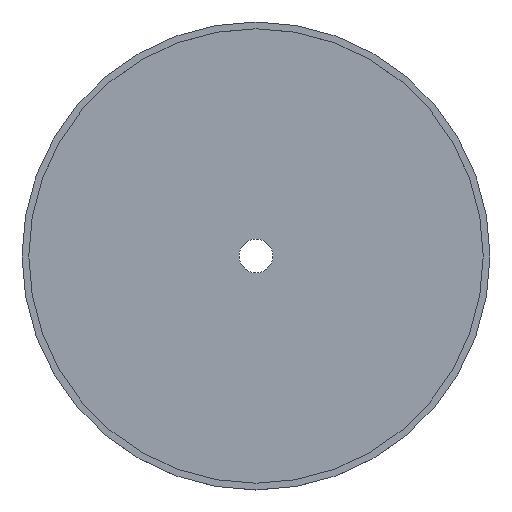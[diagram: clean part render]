
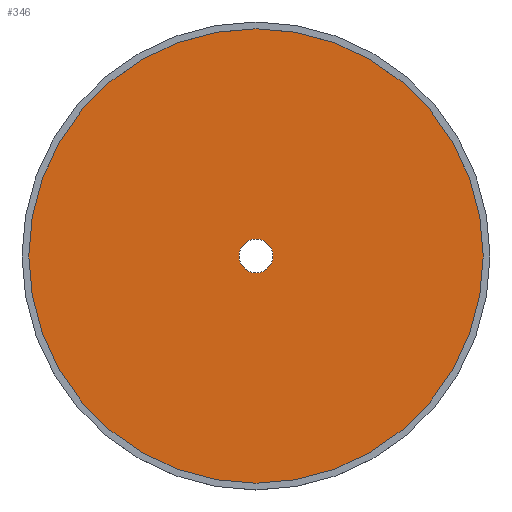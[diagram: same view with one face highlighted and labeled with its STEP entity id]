
A CAD part, top view. The second image highlights one B-rep face of the part: STEP entity #346.
In plain terms, the highlighted planar face has unit normal (0, 0, 1).
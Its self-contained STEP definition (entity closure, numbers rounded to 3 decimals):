
#2 = DIRECTION ( 'NONE',  ( 1., 0., 0. ) ) ;
#28 = FACE_OUTER_BOUND ( 'NONE', #33, .T. ) ;
#33 = EDGE_LOOP ( 'NONE', ( #276, #350 ) ) ;
#37 = EDGE_CURVE ( 'NONE', #368, #238, #44, .T. ) ;
#44 = CIRCLE ( 'NONE', #145, 2.5 ) ;
#68 = CARTESIAN_POINT ( 'NONE',  ( -2.5, 0., 1. ) ) ;
#85 = CARTESIAN_POINT ( 'NONE',  ( -33.5, 0., 1. ) ) ;
#89 = FACE_BOUND ( 'NONE', #186, .T. ) ;
#111 = VERTEX_POINT ( 'NONE', #286 ) ;
#123 = ORIENTED_EDGE ( 'NONE', *, *, #361, .F. ) ;
#124 = EDGE_CURVE ( 'NONE', #111, #167, #300, .T. ) ;
#145 = AXIS2_PLACEMENT_3D ( 'NONE', #199, #223, #334 ) ;
#167 = VERTEX_POINT ( 'NONE', #85 ) ;
#174 = DIRECTION ( 'NONE',  ( 0., 0., 1. ) ) ;
#182 = CIRCLE ( 'NONE', #240, 33.5 ) ;
#186 = EDGE_LOOP ( 'NONE', ( #123, #243 ) ) ;
#199 = CARTESIAN_POINT ( 'NONE',  ( 0., 0., 1. ) ) ;
#202 = DIRECTION ( 'NONE',  ( 0., 0., -1. ) ) ;
#207 = CARTESIAN_POINT ( 'NONE',  ( 0., 0., 1. ) ) ;
#210 = CARTESIAN_POINT ( 'NONE',  ( 2.5, 0., 1. ) ) ;
#213 = CIRCLE ( 'NONE', #362, 2.5 ) ;
#223 = DIRECTION ( 'NONE',  ( 0., 0., 1. ) ) ;
#234 = CARTESIAN_POINT ( 'NONE',  ( 0., 0., 1. ) ) ;
#238 = VERTEX_POINT ( 'NONE', #68 ) ;
#240 = AXIS2_PLACEMENT_3D ( 'NONE', #319, #202, #313 ) ;
#243 = ORIENTED_EDGE ( 'NONE', *, *, #37, .F. ) ;
#276 = ORIENTED_EDGE ( 'NONE', *, *, #298, .F. ) ;
#286 = CARTESIAN_POINT ( 'NONE',  ( 33.5, 0., 1. ) ) ;
#288 = DIRECTION ( 'NONE',  ( 0., 0., -1. ) ) ;
#291 = DIRECTION ( 'NONE',  ( 0., 0., 1. ) ) ;
#298 = EDGE_CURVE ( 'NONE', #167, #111, #182, .T. ) ;
#300 = CIRCLE ( 'NONE', #349, 33.5 ) ;
#309 = CARTESIAN_POINT ( 'NONE',  ( 0., 0., 1. ) ) ;
#313 = DIRECTION ( 'NONE',  ( 1., 0., 0. ) ) ;
#316 = PLANE ( 'NONE',  #370 ) ;
#319 = CARTESIAN_POINT ( 'NONE',  ( 0., 0., 1. ) ) ;
#320 = DIRECTION ( 'NONE',  ( 1., 0., 0. ) ) ;
#334 = DIRECTION ( 'NONE',  ( 1., 0., 0. ) ) ;
#346 = ADVANCED_FACE ( 'NONE', ( #89, #28 ), #316, .T. ) ;
#349 = AXIS2_PLACEMENT_3D ( 'NONE', #309, #288, #376 ) ;
#350 = ORIENTED_EDGE ( 'NONE', *, *, #124, .F. ) ;
#361 = EDGE_CURVE ( 'NONE', #238, #368, #213, .T. ) ;
#362 = AXIS2_PLACEMENT_3D ( 'NONE', #234, #174, #320 ) ;
#368 = VERTEX_POINT ( 'NONE', #210 ) ;
#370 = AXIS2_PLACEMENT_3D ( 'NONE', #207, #291, #2 ) ;
#376 = DIRECTION ( 'NONE',  ( 1., 0., 0. ) ) ;
